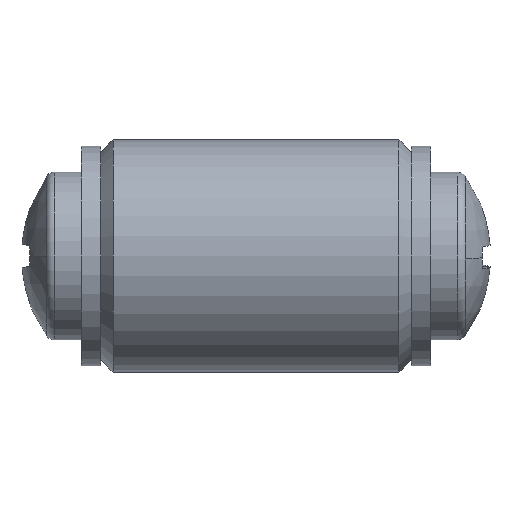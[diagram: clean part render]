
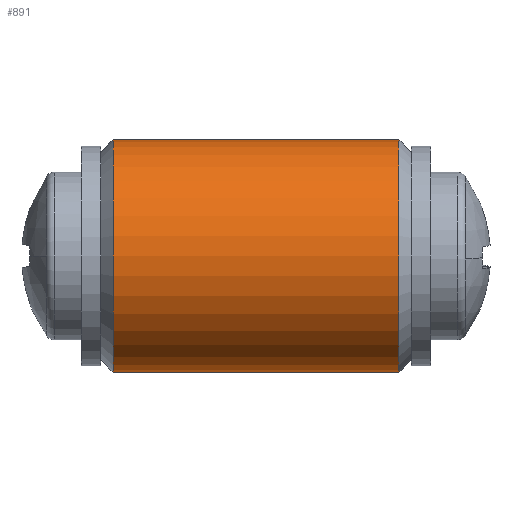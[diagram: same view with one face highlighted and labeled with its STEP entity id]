
A CAD part, left-side view. The second image highlights one B-rep face of the part: STEP entity #891.
In plain terms, the highlighted cylindrical face has radius 4.75 mm (diameter 9.5 mm), a partial arc.
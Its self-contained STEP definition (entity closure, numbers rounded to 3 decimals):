
#49 = VERTEX_POINT ( 'NONE', #1234 ) ;
#135 = CARTESIAN_POINT ( 'NONE',  ( 0., 12.7, 0. ) ) ;
#192 = DIRECTION ( 'NONE',  ( 0., -1., 0. ) ) ;
#202 = CIRCLE ( 'NONE', #960, 4.75 ) ;
#266 = CARTESIAN_POINT ( 'NONE',  ( 0., 0.5, 0. ) ) ;
#283 = LINE ( 'NONE', #1174, #814 ) ;
#303 = CARTESIAN_POINT ( 'NONE',  ( 0., 12.2, 4.75 ) ) ;
#330 = DIRECTION ( 'NONE',  ( 0., 1., 0. ) ) ;
#339 = EDGE_CURVE ( 'NONE', #49, #586, #283, .T. ) ;
#349 = ORIENTED_EDGE ( 'NONE', *, *, #768, .T. ) ;
#392 = DIRECTION ( 'NONE',  ( 0., 0., 1. ) ) ;
#410 = ORIENTED_EDGE ( 'NONE', *, *, #339, .T. ) ;
#509 = VERTEX_POINT ( 'NONE', #303 ) ;
#549 = EDGE_CURVE ( 'NONE', #509, #49, #708, .T. ) ;
#575 = DIRECTION ( 'NONE',  ( 0., 0., -1. ) ) ;
#586 = VERTEX_POINT ( 'NONE', #1107 ) ;
#589 = DIRECTION ( 'NONE',  ( 0., -1., 0. ) ) ;
#602 = VECTOR ( 'NONE', #989, 1000. ) ;
#609 = AXIS2_PLACEMENT_3D ( 'NONE', #135, #1068, #575 ) ;
#645 = AXIS2_PLACEMENT_3D ( 'NONE', #775, #192, #392 ) ;
#708 = CIRCLE ( 'NONE', #645, 4.75 ) ;
#712 = DIRECTION ( 'NONE',  ( 0., 0., 1. ) ) ;
#741 = EDGE_CURVE ( 'NONE', #509, #1170, #1093, .T. ) ;
#767 = EDGE_LOOP ( 'NONE', ( #821, #1188, #410, #349 ) ) ;
#768 = EDGE_CURVE ( 'NONE', #586, #1170, #202, .T. ) ;
#775 = CARTESIAN_POINT ( 'NONE',  ( 0., 12.2, 0. ) ) ;
#804 = CARTESIAN_POINT ( 'NONE',  ( 0., 12.7, 4.75 ) ) ;
#814 = VECTOR ( 'NONE', #589, 1000. ) ;
#821 = ORIENTED_EDGE ( 'NONE', *, *, #741, .F. ) ;
#891 = ADVANCED_FACE ( 'NONE', ( #1065 ), #1194, .T. ) ;
#960 = AXIS2_PLACEMENT_3D ( 'NONE', #266, #330, #712 ) ;
#989 = DIRECTION ( 'NONE',  ( 0., -1., 0. ) ) ;
#992 = CARTESIAN_POINT ( 'NONE',  ( 0., 0.5, 4.75 ) ) ;
#1065 = FACE_OUTER_BOUND ( 'NONE', #767, .T. ) ;
#1068 = DIRECTION ( 'NONE',  ( 0., -1., 0. ) ) ;
#1093 = LINE ( 'NONE', #804, #602 ) ;
#1107 = CARTESIAN_POINT ( 'NONE',  ( 0., 0.5, -4.75 ) ) ;
#1170 = VERTEX_POINT ( 'NONE', #992 ) ;
#1174 = CARTESIAN_POINT ( 'NONE',  ( 0., 12.7, -4.75 ) ) ;
#1188 = ORIENTED_EDGE ( 'NONE', *, *, #549, .T. ) ;
#1194 = CYLINDRICAL_SURFACE ( 'NONE', #609, 4.75 ) ;
#1234 = CARTESIAN_POINT ( 'NONE',  ( 0., 12.2, -4.75 ) ) ;
